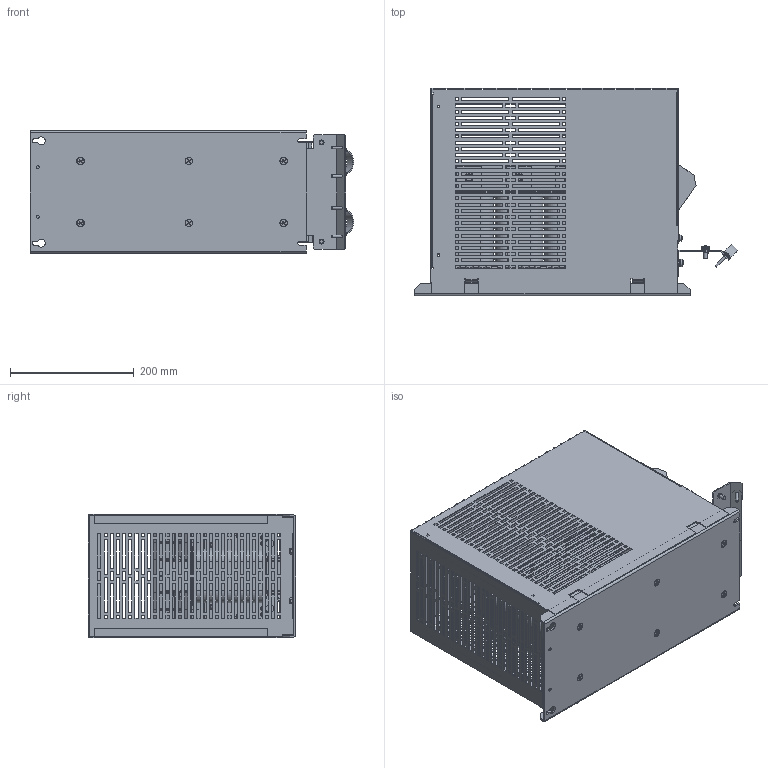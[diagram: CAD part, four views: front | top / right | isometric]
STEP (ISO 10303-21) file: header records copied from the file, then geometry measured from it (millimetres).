
FILE_DESCRIPTION (( 'STEP AP214' ), '1' );
FILE_NAME ('130B2845.STEP', '2015-02-12T14:11:32', ( 'EDV' ), ( 'Microsoft' ), 'SwSTEP 2.0', 'SolidWorks 2014', '' );
FILE_SCHEMA (( 'AUTOMOTIVE_DESIGN' ));
Length unit declared in the file: millimetre
Products named in the file (33): plain washer large_din_Washer DIN 9021 - 6.4; Wickel 3UI 120_51; UI120-51oD; +1095-0157; Verguss; #143-0174; WDU 95N_120N beige +2210-0083; Luftspalt 2 f黵 B 09080113; hex nut style 2 gradeab_din_Hexagon Nut ISO 4033 - M5 - D - N; Luftspalt f黵 B 0908113; plain washer grade a_din_Washer DIN 125 - A 5.3; #142-0440; pan head cross collar screw_din_DIN 967 - M4 x 25 - Z --- 23.6N; 100701 Haube 160A mit 200mm breite; curved spring lock washer_din_Spring washer DIN 128 - A6; #060-0426; pan head cross recess screw_din_ISO 7045 - M6 x 16 - Z --- 16N; #040-1232; countersunk flat head cross recess screw_din_ISO 7046-1 - M6 x 8 - Z --- 8N; #050-0917; pan head cross recess screw_din_ISO 7045 - M5 x 10 - Z --- 10N; #020-1796; curved spring lock washer_din_Spring washer DIN 128 - A5; TS35x150_ohne Bohrungen; countersunk flat head cross recess screw_din_ISO 7046-1 - M4 x 8 - Z --- 8N; #050-0919; plain washer grade a_din_Washer DIN 125 - A 6.4; D57a; hex nut gradec_din_Hexagon Nut ISO 4034 - M6 - N; 130B2845; M6x70-DIN84; M6x65-DIN84
Assembly tree (107 placements, depth 2):
  130B2845
    D57a  x6
    #050-0919
    TS35x150_ohne Bohrungen
    #020-1796
    #050-0917
    #040-1232  x2
    #060-0426
    100701 Haube 160A mit 200mm breite
    #142-0440
    #142-0440
    Luftspalt f黵 B 0908113  x2
    Luftspalt 2 f黵 B 09080113  x6
    #143-0174  x9
    +1095-0157  x2
    plain washer large_din_Washer DIN 9021 - 6.4  x6
    M6x65-DIN84  x3
    M6x70-DIN84  x3
    hex nut gradec_din_Hexagon Nut ISO 4034 - M6 - N  x6
    plain washer grade a_din_Washer DIN 125 - A 6.4  x10
    countersunk flat head cross recess screw_din_ISO 7046-1 - M4 x 8 - Z --- 8N
    curved spring lock washer_din_Spring washer DIN 128 - A5  x4
    pan head cross recess screw_din_ISO 7045 - M5 x 10 - Z --- 10N  x4
    countersunk flat head cross recess screw_din_ISO 7046-1 - M6 x 8 - Z --- 8N  x6
    pan head cross recess screw_din_ISO 7045 - M6 x 16 - Z --- 16N  x4
    curved spring lock washer_din_Spring washer DIN 128 - A6  x4
    pan head cross collar screw_din_DIN 967 - M4 x 25 - Z --- 23.6N  x4
    plain washer grade a_din_Washer DIN 125 - A 5.3  x2
    hex nut style 2 gradeab_din_Hexagon Nut ISO 4033 - M5 - D - N  x2
    WDU 95N_120N beige +2210-0083  x6
    Verguss
    UI120-51oD  x3
    Wickel 3UI 120_51  x3
Bounding box: 521.8 x 335 x 200 mm (x, y, z)
Volume: 5280551.7 mm3; surface area: 2207710.6 mm2
Topology: 109 solids, 109 shells, 7431 faces, 19633 edges, 12376 vertices
Faces by surface type: plane 5447, cylinder 1254, torus 331, cone 215, bspline 172, sphere 12
Full cylindrical faces by diameter (mm): 3 x24, 3.7 x4, 4 x6, 4.2 x2, 4.606 x1, 5 x24, 5.3 x2, 5.5 x10, 6 x36, 6.4 x16, 6.95 x4, 7 x16, 7.15 x4, 8 x12, 8.4 x1, 8.5 x6, 9.5 x4, 10 x18, 10.5 x6, 11 x6, 11.3 x6, 12 x14, 18 x6
Entity records: 143337 total; most frequent: CARTESIAN_POINT 31563, ORIENTED_EDGE 22626, DIRECTION 20767, EDGE_CURVE 11313, VECTOR 9525, LINE 9525, VERTEX_POINT 7215, AXIS2_PLACEMENT_3D 5621
